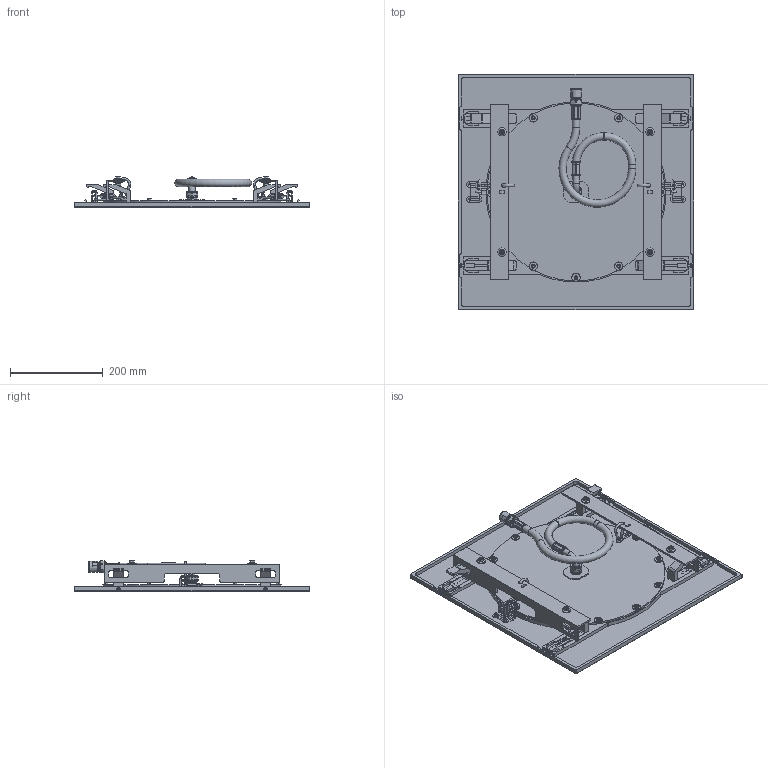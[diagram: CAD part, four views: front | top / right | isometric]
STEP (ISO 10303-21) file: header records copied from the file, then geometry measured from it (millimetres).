
FILE_DESCRIPTION(/* description */ ('Unknown'),/* implementation_level */ '2;1');
FILE_NAME(/* name */ '27286000d',/* time_stamp */ '2022-09-08T16:06:12+02:00',/* author */ ('Unknown'),/* organization */ ('GROHE AG'),/* preprocessor_version */ 'ST-DEVELOPER v16.7',/* originating_system */ 'DEX',/* authorisation */ $);
FILE_SCHEMA (('AUTOMOTIVE_DESIGN {1 0 10303 214 3 1 1}'));
Length unit declared in the file: millimetre
Products named in the file (22): 27286000d; 27286000d_0; 27286000d_1; 27286000d_2; 27286000d_3; 27286000d_4; 27286000d_5; 27286000d_6; 27286000d_7; 27286000d_8; 27286000d_9; 27286000d_10; 27286000d_11; 27286000d_12; 27286000d_13; 27286000d_14; 27286000d_15; 27286000d_16; 27286000d_17; 27286000d_18; id691
Assembly tree (21 placements, depth 2):
  27286000d
    27286000d
    27286000d_0
    27286000d_1
    27286000d_2
    27286000d_3
    27286000d_4
    27286000d_5
    27286000d_6
    27286000d_7
    27286000d_8
    27286000d_9
    27286000d_10
    27286000d_11
    27286000d_12
    27286000d_13
    27286000d_14
    27286000d_15
    27286000d_16
    27286000d_17
    27286000d_18
    id691
Bounding box: 508 x 508 x 66.5 mm (x, y, z)
Volume: 9652.1 mm3; surface area: 882262 mm2
Topology: 20 solids, 97 shells, 1187 faces, 4102 edges, 2978 vertices
Faces by surface type: cylinder 610, plane 424, torus 93, cone 47, bspline 13
Full cylindrical faces by diameter (mm): 3 x40, 4 x4, 4.1 x252, 4.5 x4, 4.917 x8, 5 x6, 6 x4, 7 x4, 8.5 x12, 10 x2, 13 x2, 15 x1, 16 x3, 18 x25, 20.955 x1, 20.96 x1, 22.5 x1, 378 x1, 385 x1
Entity records: 46368 total; most frequent: CARTESIAN_POINT 10658, DIRECTION 6556, ORIENTED_EDGE 6137, EDGE_CURVE 3558, VERTEX_POINT 2932, AXIS2_PLACEMENT_3D 2630, FACE_BOUND 2085, EDGE_LOOP 2081
